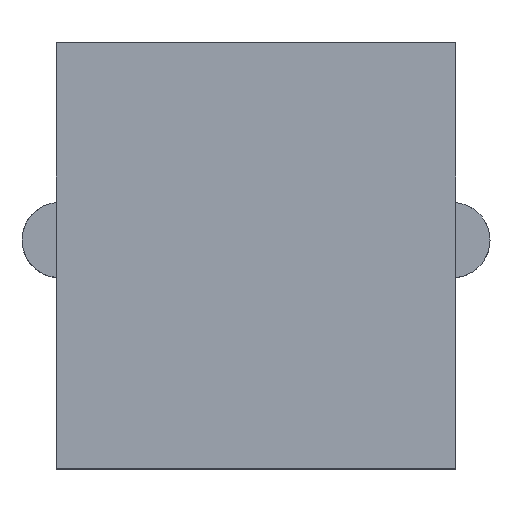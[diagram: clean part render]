
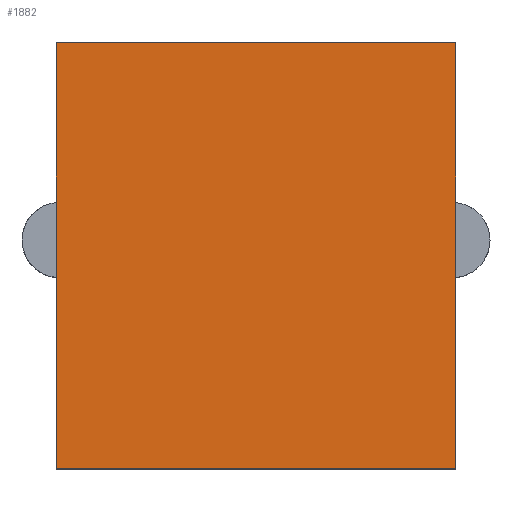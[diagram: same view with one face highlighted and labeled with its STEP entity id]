
A CAD part, top view. The second image highlights one B-rep face of the part: STEP entity #1882.
In plain terms, the highlighted planar face has unit normal (0, 0, 1).
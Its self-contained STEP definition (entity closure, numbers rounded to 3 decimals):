
#32 = PLANE('',#33);
#33 = AXIS2_PLACEMENT_3D('',#34,#35,#36);
#34 = CARTESIAN_POINT('',(-6.1,6.,0.));
#35 = DIRECTION('',(0.,1.,0.));
#36 = DIRECTION('',(1.,0.,0.));
#57 = VERTEX_POINT('',#58);
#58 = CARTESIAN_POINT('',(-6.1,6.,14.55));
#72 = PLANE('',#73);
#73 = AXIS2_PLACEMENT_3D('',#74,#75,#76);
#74 = CARTESIAN_POINT('',(-6.1,-7.,0.));
#75 = DIRECTION('',(-1.,0.,0.));
#76 = DIRECTION('',(0.,1.,0.));
#84 = EDGE_CURVE('',#57,#85,#87,.T.);
#85 = VERTEX_POINT('',#86);
#86 = CARTESIAN_POINT('',(6.1,6.,14.55));
#87 = SURFACE_CURVE('',#88,(#92,#99),.PCURVE_S1.);
#88 = LINE('',#89,#90);
#89 = CARTESIAN_POINT('',(-6.1,6.,14.55));
#90 = VECTOR('',#91,1.);
#91 = DIRECTION('',(1.,0.,0.));
#92 = PCURVE('',#32,#93);
#93 = DEFINITIONAL_REPRESENTATION('',(#94),#98);
#94 = LINE('',#95,#96);
#95 = CARTESIAN_POINT('',(0.,-14.55));
#96 = VECTOR('',#97,1.);
#97 = DIRECTION('',(1.,0.));
#98 = ( GEOMETRIC_REPRESENTATION_CONTEXT(2) 
PARAMETRIC_REPRESENTATION_CONTEXT() REPRESENTATION_CONTEXT('2D SPACE',''
  ) );
#99 = PCURVE('',#100,#105);
#100 = PLANE('',#101);
#101 = AXIS2_PLACEMENT_3D('',#102,#103,#104);
#102 = CARTESIAN_POINT('',(0.,-0.5,14.55));
#103 = DIRECTION('',(-0.,-0.,-1.));
#104 = DIRECTION('',(-1.,0.,0.));
#105 = DEFINITIONAL_REPRESENTATION('',(#106),#110);
#106 = LINE('',#107,#108);
#107 = CARTESIAN_POINT('',(6.1,6.5));
#108 = VECTOR('',#109,1.);
#109 = DIRECTION('',(-1.,0.));
#110 = ( GEOMETRIC_REPRESENTATION_CONTEXT(2) 
PARAMETRIC_REPRESENTATION_CONTEXT() REPRESENTATION_CONTEXT('2D SPACE',''
  ) );
#128 = PLANE('',#129);
#129 = AXIS2_PLACEMENT_3D('',#130,#131,#132);
#130 = CARTESIAN_POINT('',(6.1,6.,0.));
#131 = DIRECTION('',(1.,0.,0.));
#132 = DIRECTION('',(0.,-1.,0.));
#893 = PLANE('',#894);
#894 = AXIS2_PLACEMENT_3D('',#895,#896,#897);
#895 = CARTESIAN_POINT('',(6.1,-7.,0.));
#896 = DIRECTION('',(0.,-1.,0.));
#897 = DIRECTION('',(-1.,0.,0.));
#1811 = EDGE_CURVE('',#85,#1812,#1814,.T.);
#1812 = VERTEX_POINT('',#1813);
#1813 = CARTESIAN_POINT('',(6.1,-7.,14.55));
#1814 = SURFACE_CURVE('',#1815,(#1819,#1826),.PCURVE_S1.);
#1815 = LINE('',#1816,#1817);
#1816 = CARTESIAN_POINT('',(6.1,6.,14.55));
#1817 = VECTOR('',#1818,1.);
#1818 = DIRECTION('',(0.,-1.,0.));
#1819 = PCURVE('',#128,#1820);
#1820 = DEFINITIONAL_REPRESENTATION('',(#1821),#1825);
#1821 = LINE('',#1822,#1823);
#1822 = CARTESIAN_POINT('',(0.,-14.55));
#1823 = VECTOR('',#1824,1.);
#1824 = DIRECTION('',(1.,0.));
#1825 = ( GEOMETRIC_REPRESENTATION_CONTEXT(2) 
PARAMETRIC_REPRESENTATION_CONTEXT() REPRESENTATION_CONTEXT('2D SPACE',''
  ) );
#1826 = PCURVE('',#100,#1827);
#1827 = DEFINITIONAL_REPRESENTATION('',(#1828),#1832);
#1828 = LINE('',#1829,#1830);
#1829 = CARTESIAN_POINT('',(-6.1,6.5));
#1830 = VECTOR('',#1831,1.);
#1831 = DIRECTION('',(0.,-1.));
#1832 = ( GEOMETRIC_REPRESENTATION_CONTEXT(2) 
PARAMETRIC_REPRESENTATION_CONTEXT() REPRESENTATION_CONTEXT('2D SPACE',''
  ) );
#1882 = ADVANCED_FACE('',(#1883),#100,.F.);
#1883 = FACE_BOUND('',#1884,.F.);
#1884 = EDGE_LOOP('',(#1885,#1886,#1887,#1910));
#1885 = ORIENTED_EDGE('',*,*,#84,.T.);
#1886 = ORIENTED_EDGE('',*,*,#1811,.T.);
#1887 = ORIENTED_EDGE('',*,*,#1888,.T.);
#1888 = EDGE_CURVE('',#1812,#1889,#1891,.T.);
#1889 = VERTEX_POINT('',#1890);
#1890 = CARTESIAN_POINT('',(-6.1,-7.,14.55));
#1891 = SURFACE_CURVE('',#1892,(#1896,#1903),.PCURVE_S1.);
#1892 = LINE('',#1893,#1894);
#1893 = CARTESIAN_POINT('',(6.1,-7.,14.55));
#1894 = VECTOR('',#1895,1.);
#1895 = DIRECTION('',(-1.,0.,0.));
#1896 = PCURVE('',#100,#1897);
#1897 = DEFINITIONAL_REPRESENTATION('',(#1898),#1902);
#1898 = LINE('',#1899,#1900);
#1899 = CARTESIAN_POINT('',(-6.1,-6.5));
#1900 = VECTOR('',#1901,1.);
#1901 = DIRECTION('',(1.,0.));
#1902 = ( GEOMETRIC_REPRESENTATION_CONTEXT(2) 
PARAMETRIC_REPRESENTATION_CONTEXT() REPRESENTATION_CONTEXT('2D SPACE',''
  ) );
#1903 = PCURVE('',#893,#1904);
#1904 = DEFINITIONAL_REPRESENTATION('',(#1905),#1909);
#1905 = LINE('',#1906,#1907);
#1906 = CARTESIAN_POINT('',(0.,-14.55));
#1907 = VECTOR('',#1908,1.);
#1908 = DIRECTION('',(1.,0.));
#1909 = ( GEOMETRIC_REPRESENTATION_CONTEXT(2) 
PARAMETRIC_REPRESENTATION_CONTEXT() REPRESENTATION_CONTEXT('2D SPACE',''
  ) );
#1910 = ORIENTED_EDGE('',*,*,#1911,.T.);
#1911 = EDGE_CURVE('',#1889,#57,#1912,.T.);
#1912 = SURFACE_CURVE('',#1913,(#1917,#1924),.PCURVE_S1.);
#1913 = LINE('',#1914,#1915);
#1914 = CARTESIAN_POINT('',(-6.1,-7.,14.55));
#1915 = VECTOR('',#1916,1.);
#1916 = DIRECTION('',(0.,1.,0.));
#1917 = PCURVE('',#100,#1918);
#1918 = DEFINITIONAL_REPRESENTATION('',(#1919),#1923);
#1919 = LINE('',#1920,#1921);
#1920 = CARTESIAN_POINT('',(6.1,-6.5));
#1921 = VECTOR('',#1922,1.);
#1922 = DIRECTION('',(0.,1.));
#1923 = ( GEOMETRIC_REPRESENTATION_CONTEXT(2) 
PARAMETRIC_REPRESENTATION_CONTEXT() REPRESENTATION_CONTEXT('2D SPACE',''
  ) );
#1924 = PCURVE('',#72,#1925);
#1925 = DEFINITIONAL_REPRESENTATION('',(#1926),#1930);
#1926 = LINE('',#1927,#1928);
#1927 = CARTESIAN_POINT('',(0.,-14.55));
#1928 = VECTOR('',#1929,1.);
#1929 = DIRECTION('',(1.,0.));
#1930 = ( GEOMETRIC_REPRESENTATION_CONTEXT(2) 
PARAMETRIC_REPRESENTATION_CONTEXT() REPRESENTATION_CONTEXT('2D SPACE',''
  ) );
